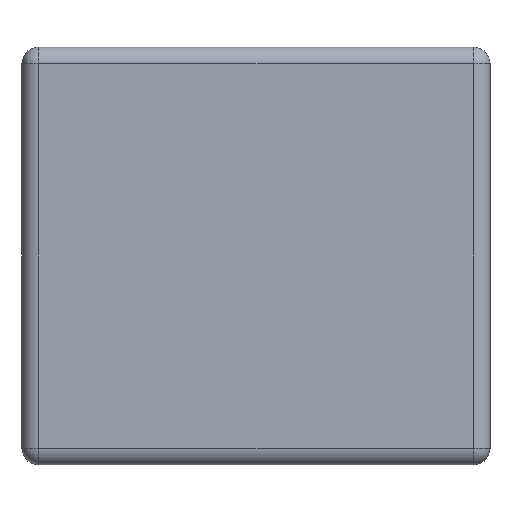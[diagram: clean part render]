
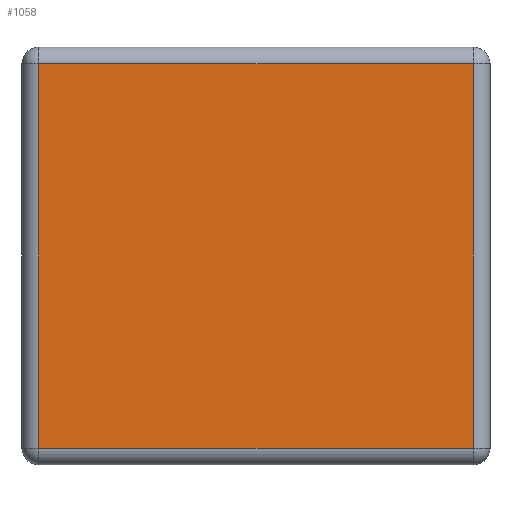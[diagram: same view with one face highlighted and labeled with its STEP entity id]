
A CAD part, left-side view. The second image highlights one B-rep face of the part: STEP entity #1058.
In plain terms, the highlighted planar face has unit normal (-1, 0, 0).
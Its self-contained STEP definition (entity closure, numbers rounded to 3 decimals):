
#7 = LINE ( 'NONE', #1610, #1824 ) ;
#57 = ORIENTED_EDGE ( 'NONE', *, *, #312, .T. ) ;
#105 = DIRECTION ( 'NONE',  ( 0., 0., -1. ) ) ;
#115 = VECTOR ( 'NONE', #1297, 1000. ) ;
#118 = LINE ( 'NONE', #431, #1491 ) ;
#205 = CARTESIAN_POINT ( 'NONE',  ( -1., 1.4, -0.575 ) ) ;
#241 = EDGE_LOOP ( 'NONE', ( #1667, #57, #1088, #1035 ) ) ;
#312 = EDGE_CURVE ( 'NONE', #1485, #1746, #1005, .T. ) ;
#431 = CARTESIAN_POINT ( 'NONE',  ( -1., 1.4, 0.575 ) ) ;
#476 = EDGE_CURVE ( 'NONE', #1764, #1499, #118, .T. ) ;
#501 = PLANE ( 'NONE',  #1213 ) ;
#735 = CARTESIAN_POINT ( 'NONE',  ( -1., 0.05, 0.575 ) ) ;
#901 = CARTESIAN_POINT ( 'NONE',  ( -1., 1.35, -0.625 ) ) ;
#951 = DIRECTION ( 'NONE',  ( 0., 0., 1. ) ) ;
#1005 = LINE ( 'NONE', #205, #115 ) ;
#1007 = FACE_OUTER_BOUND ( 'NONE', #241, .T. ) ;
#1035 = ORIENTED_EDGE ( 'NONE', *, *, #476, .T. ) ;
#1058 = ADVANCED_FACE ( 'NONE', ( #1007 ), #501, .F. ) ;
#1088 = ORIENTED_EDGE ( 'NONE', *, *, #1646, .T. ) ;
#1129 = DIRECTION ( 'NONE',  ( 0., 0., -1. ) ) ;
#1144 = DIRECTION ( 'NONE',  ( 1., 0., 0. ) ) ;
#1213 = AXIS2_PLACEMENT_3D ( 'NONE', #1294, #1144, #1129 ) ;
#1294 = CARTESIAN_POINT ( 'NONE',  ( -1., 1.4, -0.625 ) ) ;
#1297 = DIRECTION ( 'NONE',  ( 0., -1., 0. ) ) ;
#1378 = CARTESIAN_POINT ( 'NONE',  ( -1., 1.35, -0.575 ) ) ;
#1385 = VECTOR ( 'NONE', #105, 1000. ) ;
#1467 = EDGE_CURVE ( 'NONE', #1499, #1485, #1882, .T. ) ;
#1485 = VERTEX_POINT ( 'NONE', #1378 ) ;
#1491 = VECTOR ( 'NONE', #1917, 1000. ) ;
#1499 = VERTEX_POINT ( 'NONE', #1535 ) ;
#1535 = CARTESIAN_POINT ( 'NONE',  ( -1., 1.35, 0.575 ) ) ;
#1610 = CARTESIAN_POINT ( 'NONE',  ( -1., 0.05, -0.625 ) ) ;
#1646 = EDGE_CURVE ( 'NONE', #1746, #1764, #7, .T. ) ;
#1667 = ORIENTED_EDGE ( 'NONE', *, *, #1467, .T. ) ;
#1746 = VERTEX_POINT ( 'NONE', #2014 ) ;
#1764 = VERTEX_POINT ( 'NONE', #735 ) ;
#1824 = VECTOR ( 'NONE', #951, 1000. ) ;
#1882 = LINE ( 'NONE', #901, #1385 ) ;
#1917 = DIRECTION ( 'NONE',  ( 0., 1., 0. ) ) ;
#2014 = CARTESIAN_POINT ( 'NONE',  ( -1., 0.05, -0.575 ) ) ;
